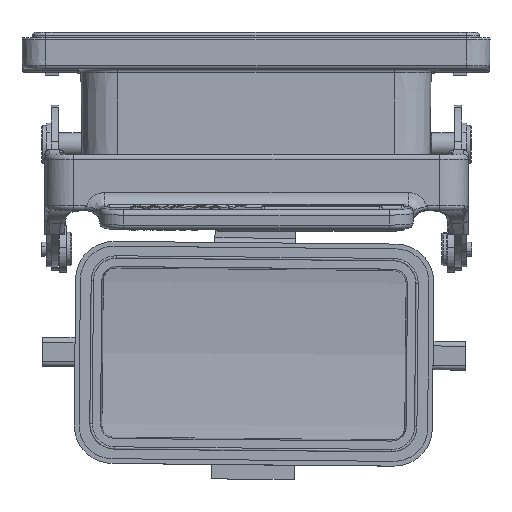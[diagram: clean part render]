
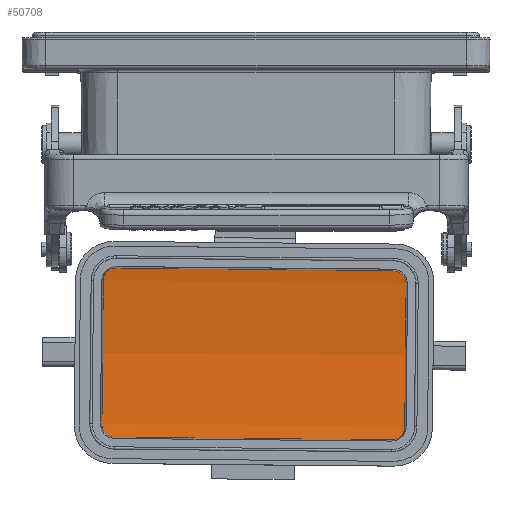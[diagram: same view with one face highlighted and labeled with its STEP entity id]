
A CAD part, top view. The second image highlights one B-rep face of the part: STEP entity #50708.
In plain terms, the highlighted cylindrical face has radius 127.858 mm (diameter 255.716 mm), a partial arc.
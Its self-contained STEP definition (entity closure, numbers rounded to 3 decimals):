
#18904=CARTESIAN_POINT('',(-31.991,-25.262,
-46.615));
#18905=CARTESIAN_POINT('',(-32.001,-26.921,
-46.811));
#18906=CARTESIAN_POINT('',(-32.023,-30.245,
-47.14));
#18907=CARTESIAN_POINT('',(-32.062,-35.25,
-47.436));
#18908=CARTESIAN_POINT('',(-32.092,-38.59,
-47.5));
#18909=CARTESIAN_POINT('',(-32.107,-40.261,
-47.5));
#18911=CARTESIAN_POINT('',(-32.107,-40.261,
-47.5));
#18912=CARTESIAN_POINT('',(-32.123,-41.932,
-47.5));
#18913=CARTESIAN_POINT('',(-32.156,-45.272,
-47.436));
#18914=CARTESIAN_POINT('',(-32.21,-50.277,
-47.14));
#18915=CARTESIAN_POINT('',(-32.25,-53.6,
-46.811));
#18916=CARTESIAN_POINT('',(-32.27,-55.26,
-46.615));
#18944=CARTESIAN_POINT('',(31.159,-55.851,
-46.61));
#18945=CARTESIAN_POINT('',(31.169,-54.191,
-46.806));
#18946=CARTESIAN_POINT('',(31.192,-50.867,
-47.135));
#18947=CARTESIAN_POINT('',(31.231,-45.862,
-47.431));
#18948=CARTESIAN_POINT('',(31.26,-42.523,
-47.494));
#18949=CARTESIAN_POINT('',(31.276,-40.852,
-47.494));
#18951=CARTESIAN_POINT('',(31.276,-40.852,
-47.494));
#18952=CARTESIAN_POINT('',(31.291,-39.18,
-47.494));
#18953=CARTESIAN_POINT('',(31.324,-35.841,
-47.431));
#18954=CARTESIAN_POINT('',(31.378,-30.836,
-47.135));
#18955=CARTESIAN_POINT('',(31.418,-27.512,
-46.806));
#18956=CARTESIAN_POINT('',(31.439,-25.852,
-46.61));
#18971=CARTESIAN_POINT('',(31.159,-55.851,
-46.61));
#18972=CARTESIAN_POINT('',(31.158,-56.098,
-46.581));
#18973=CARTESIAN_POINT('',(31.089,-56.57,
-46.523));
#18974=CARTESIAN_POINT('',(30.809,-57.232,
-46.439));
#18975=CARTESIAN_POINT('',(30.367,-57.796,
-46.365));
#18976=CARTESIAN_POINT('',(29.802,-58.223,
-46.306));
#18977=CARTESIAN_POINT('',(29.132,-58.494,
-46.267));
#18978=CARTESIAN_POINT('',(28.662,-58.553,
-46.258));
#18979=CARTESIAN_POINT('',(28.418,-58.551,
-46.258));
#18981=DIRECTION('',(-1.,0.009,0.));
#18982=VECTOR('',#18981,58.);
#18983=CARTESIAN_POINT('',(28.418,-58.551,
-46.258));
#18984=LINE('',#18983,#18982);
#18985=CARTESIAN_POINT('',(-29.58,-58.011,
-46.263));
#18986=CARTESIAN_POINT('',(-29.824,-58.008,
-46.263));
#18987=CARTESIAN_POINT('',(-30.291,-57.941,
-46.272));
#18988=CARTESIAN_POINT('',(-30.954,-57.659,
-46.311));
#18989=CARTESIAN_POINT('',(-31.51,-57.223,
-46.369));
#18990=CARTESIAN_POINT('',(-31.943,-56.653,
-46.444));
#18991=CARTESIAN_POINT('',(-32.213,-55.985,
-46.528));
#18992=CARTESIAN_POINT('',(-32.273,-55.509,
-46.586));
#18993=CARTESIAN_POINT('',(-32.27,-55.26,
-46.615));
#18995=CARTESIAN_POINT('',(-31.991,-25.262,
-46.615));
#18996=CARTESIAN_POINT('',(-31.989,-25.015,
-46.586));
#18997=CARTESIAN_POINT('',(-31.921,-24.542,
-46.529));
#18998=CARTESIAN_POINT('',(-31.641,-23.881,
-46.444));
#18999=CARTESIAN_POINT('',(-31.198,-23.317,
-46.37));
#19000=CARTESIAN_POINT('',(-30.633,-22.89,
-46.311));
#19001=CARTESIAN_POINT('',(-29.964,-22.618,
-46.272));
#19002=CARTESIAN_POINT('',(-29.494,-22.559,
-46.263));
#19003=CARTESIAN_POINT('',(-29.249,-22.562,
-46.263));
#19005=DIRECTION('',(1.,-0.009,0.));
#19006=VECTOR('',#19005,58.);
#19007=CARTESIAN_POINT('',(-29.249,-22.562,
-46.263));
#19008=LINE('',#19007,#19006);
#19009=CARTESIAN_POINT('',(28.748,-23.102,
-46.258));
#19010=CARTESIAN_POINT('',(28.992,-23.104,
-46.258));
#19011=CARTESIAN_POINT('',(29.459,-23.172,
-46.267));
#19012=CARTESIAN_POINT('',(30.122,-23.454,
-46.306));
#19013=CARTESIAN_POINT('',(30.678,-23.889,
-46.364));
#19014=CARTESIAN_POINT('',(31.111,-24.46,
-46.439));
#19015=CARTESIAN_POINT('',(31.381,-25.127,
-46.523));
#19016=CARTESIAN_POINT('',(31.442,-25.604,
-46.581));
#19017=CARTESIAN_POINT('',(31.439,-25.852,
-46.61));
#24384=CARTESIAN_POINT('',(-29.58,-58.011,
-46.263));
#24385=VERTEX_POINT('',#24384);
#24386=CARTESIAN_POINT('',(28.418,-58.551,
-46.258));
#24387=VERTEX_POINT('',#24386);
#24388=CARTESIAN_POINT('',(-32.27,-55.26,
-46.615));
#24389=VERTEX_POINT('',#24388);
#24390=CARTESIAN_POINT('',(-31.991,-25.262,
-46.615));
#24391=VERTEX_POINT('',#24390);
#24392=VERTEX_POINT('',#18911);
#24393=CARTESIAN_POINT('',(-29.249,-22.562,
-46.263));
#24394=VERTEX_POINT('',#24393);
#24395=CARTESIAN_POINT('',(28.748,-23.102,
-46.258));
#24396=VERTEX_POINT('',#24395);
#24397=CARTESIAN_POINT('',(31.439,-25.852,
-46.61));
#24398=VERTEX_POINT('',#24397);
#24399=CARTESIAN_POINT('',(31.159,-55.851,
-46.61));
#24400=VERTEX_POINT('',#24399);
#24401=VERTEX_POINT('',#18951);
#50691=CARTESIAN_POINT('',(40.372,-40.936,
80.366));
#50692=DIRECTION('',(1.,-0.009,0.));
#50693=DIRECTION('',(0.,0.,-1.));
#50694=AXIS2_PLACEMENT_3D('',#50691,#50692,#50693);
#50695=CYLINDRICAL_SURFACE('',#50694,127.858);
#50696=ORIENTED_EDGE('',*,*,#50686,.T.);
#50697=ORIENTED_EDGE('',*,*,#50582,.T.);
#50698=ORIENTED_EDGE('',*,*,#50599,.T.);
#50699=ORIENTED_EDGE('',*,*,#50615,.F.);
#50700=ORIENTED_EDGE('',*,*,#50613,.F.);
#50701=ORIENTED_EDGE('',*,*,#50629,.T.);
#50702=ORIENTED_EDGE('',*,*,#50643,.T.);
#50703=ORIENTED_EDGE('',*,*,#50655,.T.);
#50704=ORIENTED_EDGE('',*,*,#50673,.F.);
#50705=ORIENTED_EDGE('',*,*,#50671,.F.);
#50706=EDGE_LOOP('',(#50696,#50697,#50698,#50699,#50700,#50701,#50702,#50703,
#50704,#50705));
#50707=FACE_OUTER_BOUND('',#50706,.F.);
#50708=ADVANCED_FACE('',(#50707),#50695,.F.);
#18910=B_SPLINE_CURVE_WITH_KNOTS('',3,(#18904,#18905,#18906,#18907,#18908,
#18909),.UNSPECIFIED.,.F.,.F.,(4,1,1,4),(0.,0.333,
0.667,1.),.UNSPECIFIED.);
#18917=B_SPLINE_CURVE_WITH_KNOTS('',3,(#18911,#18912,#18913,#18914,#18915,
#18916),.UNSPECIFIED.,.F.,.F.,(4,1,1,4),(0.,0.333,
0.667,1.),.UNSPECIFIED.);
#18950=B_SPLINE_CURVE_WITH_KNOTS('',3,(#18944,#18945,#18946,#18947,#18948,
#18949),.UNSPECIFIED.,.F.,.F.,(4,1,1,4),(0.,0.333,
0.667,1.),.UNSPECIFIED.);
#18957=B_SPLINE_CURVE_WITH_KNOTS('',3,(#18951,#18952,#18953,#18954,#18955,
#18956),.UNSPECIFIED.,.F.,.F.,(4,1,1,4),(0.,0.333,
0.667,1.),.UNSPECIFIED.);
#18980=B_SPLINE_CURVE_WITH_KNOTS('',3,(#18971,#18972,#18973,#18974,#18975,
#18976,#18977,#18978,#18979),.UNSPECIFIED.,.F.,.F.,(4,1,1,1,1,1,4),(0.,
0.167,0.333,0.5,0.667,0.833,
1.),.UNSPECIFIED.);
#18994=B_SPLINE_CURVE_WITH_KNOTS('',3,(#18985,#18986,#18987,#18988,#18989,
#18990,#18991,#18992,#18993),.UNSPECIFIED.,.F.,.F.,(4,1,1,1,1,1,4),(0.,
0.167,0.333,0.5,0.667,0.833,
1.),.UNSPECIFIED.);
#19004=B_SPLINE_CURVE_WITH_KNOTS('',3,(#18995,#18996,#18997,#18998,#18999,
#19000,#19001,#19002,#19003),.UNSPECIFIED.,.F.,.F.,(4,1,1,1,1,1,4),(0.,
0.167,0.333,0.5,0.667,0.833,
1.),.UNSPECIFIED.);
#19018=B_SPLINE_CURVE_WITH_KNOTS('',3,(#19009,#19010,#19011,#19012,#19013,
#19014,#19015,#19016,#19017),.UNSPECIFIED.,.F.,.F.,(4,1,1,1,1,1,4),(0.,
0.167,0.333,0.5,0.667,0.833,
1.),.UNSPECIFIED.);
#50582=EDGE_CURVE('',#24387,#24385,#18984,.T.);
#50599=EDGE_CURVE('',#24385,#24389,#18994,.T.);
#50613=EDGE_CURVE('',#24391,#24392,#18910,.T.);
#50615=EDGE_CURVE('',#24392,#24389,#18917,.T.);
#50629=EDGE_CURVE('',#24391,#24394,#19004,.T.);
#50643=EDGE_CURVE('',#24394,#24396,#19008,.T.);
#50655=EDGE_CURVE('',#24396,#24398,#19018,.T.);
#50671=EDGE_CURVE('',#24400,#24401,#18950,.T.);
#50673=EDGE_CURVE('',#24401,#24398,#18957,.T.);
#50686=EDGE_CURVE('',#24400,#24387,#18980,.T.);
